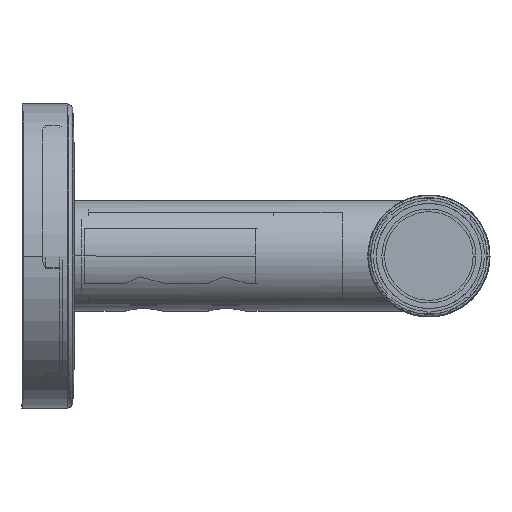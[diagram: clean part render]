
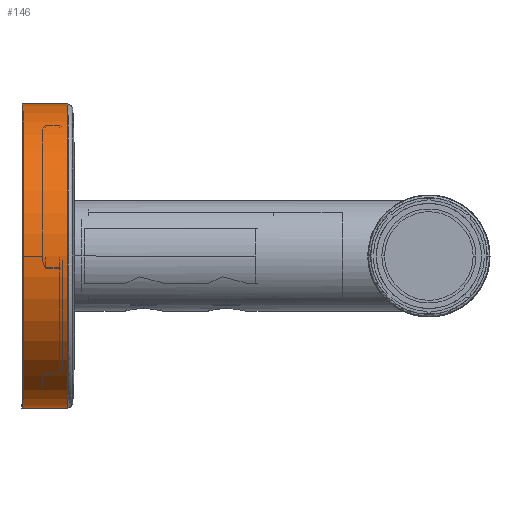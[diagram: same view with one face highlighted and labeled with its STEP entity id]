
A CAD part, left-side view. The second image highlights one B-rep face of the part: STEP entity #146.
In plain terms, the highlighted cylindrical face has radius 27.5 mm (diameter 55 mm), a partial arc.
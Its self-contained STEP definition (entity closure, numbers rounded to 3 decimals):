
#146=ADVANCED_FACE('',(#793),#9724,.T.);
#793=FACE_OUTER_BOUND('',#1442,.T.);
#1442=EDGE_LOOP('',(#2185,#2186,#2187,#2188));
#2185=ORIENTED_EDGE('',*,*,#5366,.F.);
#2186=ORIENTED_EDGE('',*,*,#5378,.T.);
#2187=ORIENTED_EDGE('',*,*,#5368,.F.);
#2188=ORIENTED_EDGE('',*,*,#5377,.F.);
#5366=EDGE_CURVE('',#8574,#8575,#6959,.T.);
#5368=EDGE_CURVE('',#8576,#8573,#6960,.T.);
#5377=EDGE_CURVE('',#8575,#8576,#7765,.T.);
#5378=EDGE_CURVE('',#8574,#8573,#7766,.T.);
#6959=B_SPLINE_CURVE_WITH_KNOTS('',1,(#11936,#11937),.UNSPECIFIED.,.F.,
 .F.,(2,2),(0.,8.2),.UNSPECIFIED.);
#6960=B_SPLINE_CURVE_WITH_KNOTS('',1,(#11943,#11944),.UNSPECIFIED.,.F.,
 .F.,(2,2),(0.,8.2),.UNSPECIFIED.);
#7765=(
BOUNDED_CURVE()
B_SPLINE_CURVE(2,(#11977,#11978,#11979,#11980,#11981),.UNSPECIFIED.,.F.,
 .F.)
B_SPLINE_CURVE_WITH_KNOTS((3,2,3),(83.252,124.878,166.504),
 .UNSPECIFIED.)
CURVE()
GEOMETRIC_REPRESENTATION_ITEM()
RATIONAL_B_SPLINE_CURVE((1.,0.707,1.,0.707,1.))
REPRESENTATION_ITEM('')
);
#7766=(
BOUNDED_CURVE()
B_SPLINE_CURVE(2,(#11982,#11983,#11984,#11985,#11986),.UNSPECIFIED.,.F.,
 .F.)
B_SPLINE_CURVE_WITH_KNOTS((3,2,3),(0.,43.197,86.394),
 .UNSPECIFIED.)
CURVE()
GEOMETRIC_REPRESENTATION_ITEM()
RATIONAL_B_SPLINE_CURVE((1.,0.707,1.,0.707,1.))
REPRESENTATION_ITEM('')
);
#8573=VERTEX_POINT('',#11855);
#8574=VERTEX_POINT('',#11856);
#8575=VERTEX_POINT('',#11857);
#8576=VERTEX_POINT('',#11858);
#9724=CYLINDRICAL_SURFACE('',#10271,27.5);
#10271=AXIS2_PLACEMENT_3D('',#11637,#10693,$);
#10693=DIRECTION('',(0.,-1.,0.));
#11637=CARTESIAN_POINT('',(-372.,-3.85,0.));
#11855=CARTESIAN_POINT('',(-372.,0.25,-27.5));
#11856=CARTESIAN_POINT('',(-372.,0.25,27.5));
#11857=CARTESIAN_POINT('',(-372.,-7.95,27.5));
#11858=CARTESIAN_POINT('',(-372.,-7.95,-27.5));
#11936=CARTESIAN_POINT('',(-372.,0.25,27.5));
#11937=CARTESIAN_POINT('',(-372.,-7.95,27.5));
#11943=CARTESIAN_POINT('',(-372.,-7.95,-27.5));
#11944=CARTESIAN_POINT('',(-372.,0.25,-27.5));
#11977=CARTESIAN_POINT('',(-372.,-7.95,27.5));
#11978=CARTESIAN_POINT('',(-399.5,-7.95,27.5));
#11979=CARTESIAN_POINT('',(-399.5,-7.95,0.));
#11980=CARTESIAN_POINT('',(-399.5,-7.95,-27.5));
#11981=CARTESIAN_POINT('',(-372.,-7.95,-27.5));
#11982=CARTESIAN_POINT('',(-372.,0.25,27.5));
#11983=CARTESIAN_POINT('',(-399.5,0.25,27.5));
#11984=CARTESIAN_POINT('',(-399.5,0.25,0.));
#11985=CARTESIAN_POINT('',(-399.5,0.25,-27.5));
#11986=CARTESIAN_POINT('',(-372.,0.25,-27.5));
